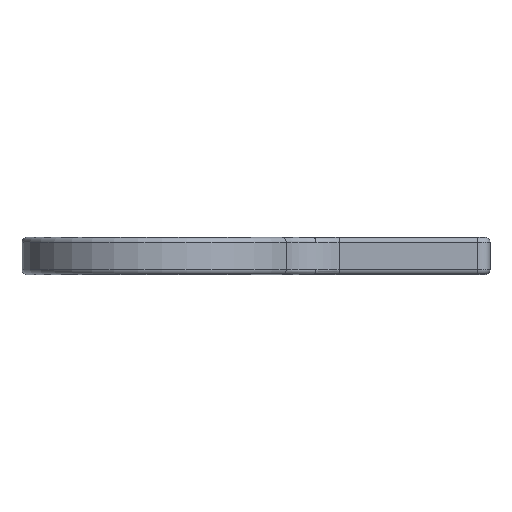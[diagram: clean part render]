
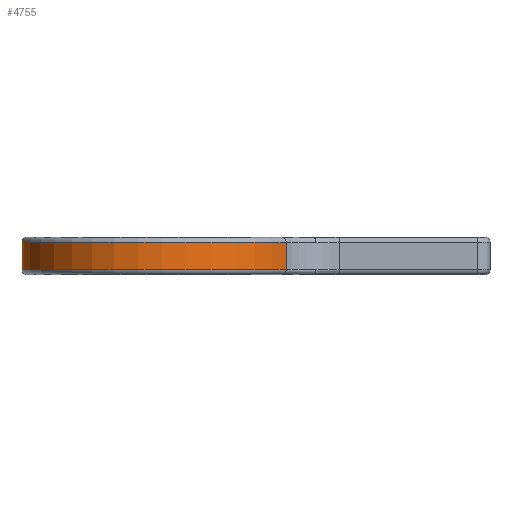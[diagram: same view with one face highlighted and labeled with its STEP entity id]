
A CAD part, left-side view. The second image highlights one B-rep face of the part: STEP entity #4755.
In plain terms, the highlighted cylindrical face has radius 57.5 mm (diameter 115 mm), a partial arc.
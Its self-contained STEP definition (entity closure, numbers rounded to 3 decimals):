
#190 = TOROIDAL_SURFACE('',#191,55.5,2.);
#191 = AXIS2_PLACEMENT_3D('',#192,#193,#194);
#192 = CARTESIAN_POINT('',(0.,0.,13.));
#193 = DIRECTION('',(-0.,-0.,-1.));
#194 = DIRECTION('',(-0.515,-0.857,0.));
#1791 = VERTEX_POINT('',#1792);
#1792 = CARTESIAN_POINT('',(57.5,0.,13.));
#1831 = CYLINDRICAL_SURFACE('',#1832,57.5);
#1832 = AXIS2_PLACEMENT_3D('',#1833,#1834,#1835);
#1833 = CARTESIAN_POINT('',(0.,0.,0.));
#1834 = DIRECTION('',(-0.,-0.,-1.));
#1835 = DIRECTION('',(1.,0.,0.));
#1931 = VERTEX_POINT('',#1932);
#1932 = CARTESIAN_POINT('',(-29.621,-49.283,13.));
#1956 = EDGE_CURVE('',#1931,#1791,#1957,.T.);
#1957 = SURFACE_CURVE('',#1958,(#1963,#1970),.PCURVE_S1.);
#1958 = CIRCLE('',#1959,57.5);
#1959 = AXIS2_PLACEMENT_3D('',#1960,#1961,#1962);
#1960 = CARTESIAN_POINT('',(0.,0.,13.));
#1961 = DIRECTION('',(-0.,0.,-1.));
#1962 = DIRECTION('',(-0.515,-0.857,0.));
#1963 = PCURVE('',#190,#1964);
#1964 = DEFINITIONAL_REPRESENTATION('',(#1965),#1969);
#1965 = LINE('',#1966,#1967);
#1966 = CARTESIAN_POINT('',(0.,6.283));
#1967 = VECTOR('',#1968,1.);
#1968 = DIRECTION('',(1.,0.));
#1969 = ( GEOMETRIC_REPRESENTATION_CONTEXT(2) 
PARAMETRIC_REPRESENTATION_CONTEXT() REPRESENTATION_CONTEXT('2D SPACE',''
  ) );
#1970 = PCURVE('',#1971,#1976);
#1971 = CYLINDRICAL_SURFACE('',#1972,57.5);
#1972 = AXIS2_PLACEMENT_3D('',#1973,#1974,#1975);
#1973 = CARTESIAN_POINT('',(0.,0.,0.));
#1974 = DIRECTION('',(-0.,-0.,-1.));
#1975 = DIRECTION('',(1.,0.,0.));
#1976 = DEFINITIONAL_REPRESENTATION('',(#1977),#1981);
#1977 = LINE('',#1978,#1979);
#1978 = CARTESIAN_POINT('',(-4.171,-13.));
#1979 = VECTOR('',#1980,1.);
#1980 = DIRECTION('',(1.,-0.));
#1981 = ( GEOMETRIC_REPRESENTATION_CONTEXT(2) 
PARAMETRIC_REPRESENTATION_CONTEXT() REPRESENTATION_CONTEXT('2D SPACE',''
  ) );
#2112 = CYLINDRICAL_SURFACE('',#2113,25.);
#2113 = AXIS2_PLACEMENT_3D('',#2114,#2115,#2116);
#2114 = CARTESIAN_POINT('',(-42.5,-70.711,15.));
#2115 = DIRECTION('',(-0.,-0.,-1.));
#2116 = DIRECTION('',(1.,0.,0.));
#4579 = EDGE_CURVE('',#4580,#1791,#4582,.T.);
#4580 = VERTEX_POINT('',#4581);
#4581 = CARTESIAN_POINT('',(57.5,0.,2.));
#4582 = SURFACE_CURVE('',#4583,(#4587,#4594),.PCURVE_S1.);
#4583 = LINE('',#4584,#4585);
#4584 = CARTESIAN_POINT('',(57.5,0.,0.));
#4585 = VECTOR('',#4586,1.);
#4586 = DIRECTION('',(0.,0.,1.));
#4587 = PCURVE('',#1831,#4588);
#4588 = DEFINITIONAL_REPRESENTATION('',(#4589),#4593);
#4589 = LINE('',#4590,#4591);
#4590 = CARTESIAN_POINT('',(-6.283,0.));
#4591 = VECTOR('',#4592,1.);
#4592 = DIRECTION('',(-0.,-1.));
#4593 = ( GEOMETRIC_REPRESENTATION_CONTEXT(2) 
PARAMETRIC_REPRESENTATION_CONTEXT() REPRESENTATION_CONTEXT('2D SPACE',''
  ) );
#4594 = PCURVE('',#1971,#4595);
#4595 = DEFINITIONAL_REPRESENTATION('',(#4596),#4600);
#4596 = LINE('',#4597,#4598);
#4597 = CARTESIAN_POINT('',(-0.,0.));
#4598 = VECTOR('',#4599,1.);
#4599 = DIRECTION('',(-0.,-1.));
#4600 = ( GEOMETRIC_REPRESENTATION_CONTEXT(2) 
PARAMETRIC_REPRESENTATION_CONTEXT() REPRESENTATION_CONTEXT('2D SPACE',''
  ) );
#4755 = ADVANCED_FACE('',(#4756),#1971,.T.);
#4756 = FACE_BOUND('',#4757,.F.);
#4757 = EDGE_LOOP('',(#4758,#4781,#4808,#4809));
#4758 = ORIENTED_EDGE('',*,*,#4759,.T.);
#4759 = EDGE_CURVE('',#1931,#4760,#4762,.T.);
#4760 = VERTEX_POINT('',#4761);
#4761 = CARTESIAN_POINT('',(-29.621,-49.283,2.));
#4762 = SURFACE_CURVE('',#4763,(#4767,#4774),.PCURVE_S1.);
#4763 = LINE('',#4764,#4765);
#4764 = CARTESIAN_POINT('',(-29.621,-49.283,15.));
#4765 = VECTOR('',#4766,1.);
#4766 = DIRECTION('',(-0.,-0.,-1.));
#4767 = PCURVE('',#1971,#4768);
#4768 = DEFINITIONAL_REPRESENTATION('',(#4769),#4773);
#4769 = LINE('',#4770,#4771);
#4770 = CARTESIAN_POINT('',(-4.171,-15.));
#4771 = VECTOR('',#4772,1.);
#4772 = DIRECTION('',(-0.,1.));
#4773 = ( GEOMETRIC_REPRESENTATION_CONTEXT(2) 
PARAMETRIC_REPRESENTATION_CONTEXT() REPRESENTATION_CONTEXT('2D SPACE',''
  ) );
#4774 = PCURVE('',#2112,#4775);
#4775 = DEFINITIONAL_REPRESENTATION('',(#4776),#4780);
#4776 = LINE('',#4777,#4778);
#4777 = CARTESIAN_POINT('',(-1.03,0.));
#4778 = VECTOR('',#4779,1.);
#4779 = DIRECTION('',(-0.,1.));
#4780 = ( GEOMETRIC_REPRESENTATION_CONTEXT(2) 
PARAMETRIC_REPRESENTATION_CONTEXT() REPRESENTATION_CONTEXT('2D SPACE',''
  ) );
#4781 = ORIENTED_EDGE('',*,*,#4782,.T.);
#4782 = EDGE_CURVE('',#4760,#4580,#4783,.T.);
#4783 = SURFACE_CURVE('',#4784,(#4789,#4796),.PCURVE_S1.);
#4784 = CIRCLE('',#4785,57.5);
#4785 = AXIS2_PLACEMENT_3D('',#4786,#4787,#4788);
#4786 = CARTESIAN_POINT('',(0.,0.,2.));
#4787 = DIRECTION('',(-0.,0.,-1.));
#4788 = DIRECTION('',(-0.515,-0.857,0.));
#4789 = PCURVE('',#1971,#4790);
#4790 = DEFINITIONAL_REPRESENTATION('',(#4791),#4795);
#4791 = LINE('',#4792,#4793);
#4792 = CARTESIAN_POINT('',(-4.171,-2.));
#4793 = VECTOR('',#4794,1.);
#4794 = DIRECTION('',(1.,-0.));
#4795 = ( GEOMETRIC_REPRESENTATION_CONTEXT(2) 
PARAMETRIC_REPRESENTATION_CONTEXT() REPRESENTATION_CONTEXT('2D SPACE',''
  ) );
#4796 = PCURVE('',#4797,#4802);
#4797 = TOROIDAL_SURFACE('',#4798,55.5,2.);
#4798 = AXIS2_PLACEMENT_3D('',#4799,#4800,#4801);
#4799 = CARTESIAN_POINT('',(0.,0.,2.));
#4800 = DIRECTION('',(0.,0.,1.));
#4801 = DIRECTION('',(-0.515,-0.857,0.));
#4802 = DEFINITIONAL_REPRESENTATION('',(#4803),#4807);
#4803 = LINE('',#4804,#4805);
#4804 = CARTESIAN_POINT('',(-0.,6.283));
#4805 = VECTOR('',#4806,1.);
#4806 = DIRECTION('',(-1.,0.));
#4807 = ( GEOMETRIC_REPRESENTATION_CONTEXT(2) 
PARAMETRIC_REPRESENTATION_CONTEXT() REPRESENTATION_CONTEXT('2D SPACE',''
  ) );
#4808 = ORIENTED_EDGE('',*,*,#4579,.T.);
#4809 = ORIENTED_EDGE('',*,*,#1956,.F.);
